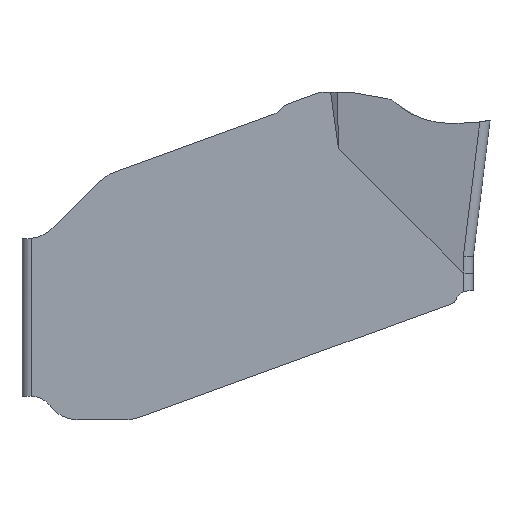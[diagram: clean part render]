
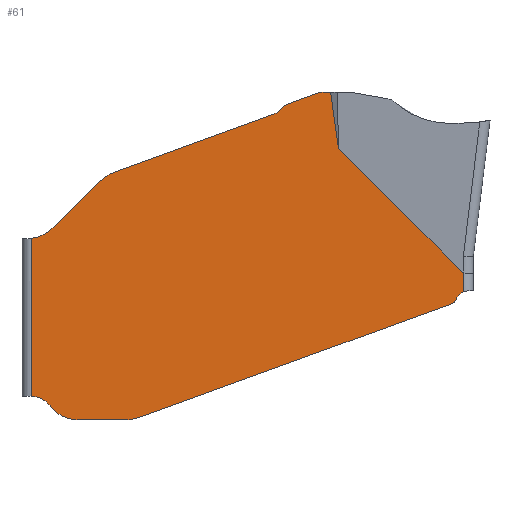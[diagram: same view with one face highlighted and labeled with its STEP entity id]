
A CAD part, left-side view. The second image highlights one B-rep face of the part: STEP entity #61.
In plain terms, the highlighted planar face has unit normal (-1, 0, 0).
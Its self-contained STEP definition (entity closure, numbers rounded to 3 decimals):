
#61=ADVANCED_FACE('',(#127),#107,.F.);
#107=PLANE('',#955);
#127=FACE_OUTER_BOUND('',#173,.T.);
#173=EDGE_LOOP('',(#390,#391,#392,#393,#394,#395,#396,#397,#398,#399,#400,
#401,#402,#403,#404,#405,#406,#407,#408,#409,#410,#411,#412,#413,#414,#415));
#219=ELLIPSE('',#943,2.843,0.2);
#220=ELLIPSE('',#948,1.32,1.);
#221=ELLIPSE('',#952,1.46,1.);
#237=LINE('',#1353,#310);
#238=LINE('',#1357,#311);
#239=LINE('',#1359,#312);
#240=LINE('',#1361,#313);
#241=LINE('',#1365,#314);
#242=LINE('',#1371,#315);
#243=LINE('',#1385,#316);
#244=LINE('',#1389,#317);
#245=LINE('',#1395,#318);
#246=LINE('',#1409,#319);
#247=LINE('',#1413,#320);
#310=VECTOR('',#1031,1.);
#311=VECTOR('',#1034,1.);
#312=VECTOR('',#1035,1.);
#313=VECTOR('',#1036,1.);
#314=VECTOR('',#1039,1.);
#315=VECTOR('',#1044,1.);
#316=VECTOR('',#1049,1.);
#317=VECTOR('',#1052,1.);
#318=VECTOR('',#1057,1.);
#319=VECTOR('',#1062,1.);
#320=VECTOR('',#1065,1.);
#390=ORIENTED_EDGE('',*,*,#736,.T.);
#391=ORIENTED_EDGE('',*,*,#737,.T.);
#392=ORIENTED_EDGE('',*,*,#738,.T.);
#393=ORIENTED_EDGE('',*,*,#739,.T.);
#394=ORIENTED_EDGE('',*,*,#740,.T.);
#395=ORIENTED_EDGE('',*,*,#741,.F.);
#396=ORIENTED_EDGE('',*,*,#742,.F.);
#397=ORIENTED_EDGE('',*,*,#743,.F.);
#398=ORIENTED_EDGE('',*,*,#744,.F.);
#399=ORIENTED_EDGE('',*,*,#745,.F.);
#400=ORIENTED_EDGE('',*,*,#746,.F.);
#401=ORIENTED_EDGE('',*,*,#747,.F.);
#402=ORIENTED_EDGE('',*,*,#748,.F.);
#403=ORIENTED_EDGE('',*,*,#749,.F.);
#404=ORIENTED_EDGE('',*,*,#750,.F.);
#405=ORIENTED_EDGE('',*,*,#751,.F.);
#406=ORIENTED_EDGE('',*,*,#752,.T.);
#407=ORIENTED_EDGE('',*,*,#753,.T.);
#408=ORIENTED_EDGE('',*,*,#754,.T.);
#409=ORIENTED_EDGE('',*,*,#755,.T.);
#410=ORIENTED_EDGE('',*,*,#756,.T.);
#411=ORIENTED_EDGE('',*,*,#757,.T.);
#412=ORIENTED_EDGE('',*,*,#758,.T.);
#413=ORIENTED_EDGE('',*,*,#759,.T.);
#414=ORIENTED_EDGE('',*,*,#760,.T.);
#415=ORIENTED_EDGE('',*,*,#761,.T.);
#650=VERTEX_POINT('',#1351);
#651=VERTEX_POINT('',#1352);
#652=VERTEX_POINT('',#1354);
#653=VERTEX_POINT('',#1356);
#654=VERTEX_POINT('',#1358);
#655=VERTEX_POINT('',#1360);
#656=VERTEX_POINT('',#1362);
#657=VERTEX_POINT('',#1364);
#658=VERTEX_POINT('',#1366);
#659=VERTEX_POINT('',#1368);
#660=VERTEX_POINT('',#1370);
#661=VERTEX_POINT('',#1372);
#662=VERTEX_POINT('',#1374);
#663=VERTEX_POINT('',#1382);
#664=VERTEX_POINT('',#1384);
#665=VERTEX_POINT('',#1386);
#666=VERTEX_POINT('',#1388);
#667=VERTEX_POINT('',#1390);
#668=VERTEX_POINT('',#1392);
#669=VERTEX_POINT('',#1394);
#670=VERTEX_POINT('',#1396);
#671=VERTEX_POINT('',#1398);
#672=VERTEX_POINT('',#1406);
#673=VERTEX_POINT('',#1408);
#674=VERTEX_POINT('',#1410);
#675=VERTEX_POINT('',#1412);
#736=EDGE_CURVE('',#650,#651,#866,.T.);
#737=EDGE_CURVE('',#651,#652,#237,.T.);
#738=EDGE_CURVE('',#652,#653,#219,.T.);
#739=EDGE_CURVE('',#653,#654,#238,.T.);
#740=EDGE_CURVE('',#654,#655,#239,.T.);
#741=EDGE_CURVE('',#656,#655,#240,.T.);
#742=EDGE_CURVE('',#657,#656,#867,.T.);
#743=EDGE_CURVE('',#658,#657,#241,.T.);
#744=EDGE_CURVE('',#659,#658,#868,.T.);
#745=EDGE_CURVE('',#660,#659,#869,.T.);
#746=EDGE_CURVE('',#661,#660,#242,.T.);
#747=EDGE_CURVE('',#662,#661,#870,.T.);
#748=EDGE_CURVE('',#663,#662,#898,.T.);
#749=EDGE_CURVE('',#664,#663,#220,.T.);
#750=EDGE_CURVE('',#665,#664,#243,.T.);
#751=EDGE_CURVE('',#666,#665,#871,.T.);
#752=EDGE_CURVE('',#666,#667,#244,.T.);
#753=EDGE_CURVE('',#667,#668,#872,.T.);
#754=EDGE_CURVE('',#668,#669,#873,.T.);
#755=EDGE_CURVE('',#669,#670,#245,.T.);
#756=EDGE_CURVE('',#670,#671,#221,.T.);
#757=EDGE_CURVE('',#671,#672,#899,.T.);
#758=EDGE_CURVE('',#672,#673,#874,.T.);
#759=EDGE_CURVE('',#673,#674,#246,.T.);
#760=EDGE_CURVE('',#674,#675,#875,.T.);
#761=EDGE_CURVE('',#675,#650,#247,.T.);
#866=CIRCLE('',#942,0.3);
#867=CIRCLE('',#944,0.2);
#868=CIRCLE('',#945,0.2);
#869=CIRCLE('',#946,0.4);
#870=CIRCLE('',#947,1.);
#871=CIRCLE('',#949,0.8);
#872=CIRCLE('',#950,0.5);
#873=CIRCLE('',#951,0.75);
#874=CIRCLE('',#953,1.);
#875=CIRCLE('',#954,0.1);
#898=B_SPLINE_CURVE_WITH_KNOTS('',3,(#1375,#1376,#1377,#1378,#1379,#1380,
#1381),.UNSPECIFIED.,.F.,.F.,(4,3,4),(0.,0.601,1.),
 .UNSPECIFIED.);
#899=B_SPLINE_CURVE_WITH_KNOTS('',3,(#1399,#1400,#1401,#1402,#1403,#1404,
#1405),.UNSPECIFIED.,.F.,.F.,(4,3,4),(0.,0.104,1.),
 .UNSPECIFIED.);
#942=AXIS2_PLACEMENT_3D('',#1350,#1029,#1030);
#943=AXIS2_PLACEMENT_3D('',#1355,#1032,#1033);
#944=AXIS2_PLACEMENT_3D('',#1363,#1037,#1038);
#945=AXIS2_PLACEMENT_3D('',#1367,#1040,#1041);
#946=AXIS2_PLACEMENT_3D('',#1369,#1042,#1043);
#947=AXIS2_PLACEMENT_3D('',#1373,#1045,#1046);
#948=AXIS2_PLACEMENT_3D('',#1383,#1047,#1048);
#949=AXIS2_PLACEMENT_3D('',#1387,#1050,#1051);
#950=AXIS2_PLACEMENT_3D('',#1391,#1053,#1054);
#951=AXIS2_PLACEMENT_3D('',#1393,#1055,#1056);
#952=AXIS2_PLACEMENT_3D('',#1397,#1058,#1059);
#953=AXIS2_PLACEMENT_3D('',#1407,#1060,#1061);
#954=AXIS2_PLACEMENT_3D('',#1411,#1063,#1064);
#955=AXIS2_PLACEMENT_3D('',#1414,#1066,#1067);
#1029=DIRECTION('',(1.,0.,0.));
#1030=DIRECTION('',(0.,0.,-1.));
#1031=DIRECTION('',(0.,0.,1.));
#1032=DIRECTION('',(1.,0.,0.));
#1033=DIRECTION('',(0.,-0.006,1.));
#1034=DIRECTION('',(0.,0.708,0.706));
#1035=DIRECTION('',(0.,0.139,0.99));
#1036=DIRECTION('',(0.,-1.,0.));
#1037=DIRECTION('',(1.,0.,0.));
#1038=DIRECTION('',(0.,0.,-1.));
#1039=DIRECTION('',(0.,-0.94,0.342));
#1040=DIRECTION('',(1.,0.,0.));
#1041=DIRECTION('',(0.,0.,-1.));
#1042=DIRECTION('',(-1.,0.,0.));
#1043=DIRECTION('',(0.,0.,-1.));
#1044=DIRECTION('',(0.,-0.94,0.342));
#1045=DIRECTION('',(1.,0.,0.));
#1046=DIRECTION('',(0.,0.,-1.));
#1047=DIRECTION('',(1.,0.,0.));
#1048=DIRECTION('',(0.,0.707,-0.707));
#1049=DIRECTION('',(0.,-0.707,0.707));
#1050=DIRECTION('',(-1.,0.,0.));
#1051=DIRECTION('',(0.,0.,-1.));
#1052=DIRECTION('',(0.,0.,-1.));
#1053=DIRECTION('',(1.,0.,0.));
#1054=DIRECTION('',(0.,0.,-1.));
#1055=DIRECTION('',(-1.,0.,0.));
#1056=DIRECTION('',(0.,0.,-1.));
#1057=DIRECTION('',(0.,-1.,0.));
#1058=DIRECTION('',(-1.,0.,0.));
#1059=DIRECTION('',(0.,-1.,0.));
#1060=DIRECTION('',(-1.,0.,0.));
#1061=DIRECTION('',(0.,0.,-1.));
#1062=DIRECTION('',(0.,-0.94,0.342));
#1063=DIRECTION('',(-1.,0.,0.));
#1064=DIRECTION('',(0.,0.,-1.));
#1065=DIRECTION('',(0.,-0.5,0.866));
#1066=DIRECTION('',(1.,0.,0.));
#1067=DIRECTION('',(0.,0.,-1.));
#1350=CARTESIAN_POINT('',(-1.25,-4.55,-3.944));
#1351=CARTESIAN_POINT('',(-1.25,-4.29,-3.794));
#1352=CARTESIAN_POINT('',(-1.25,-4.441,-3.664));
#1353=CARTESIAN_POINT('',(-1.25,-4.441,-3.496));
#1354=CARTESIAN_POINT('',(-1.25,-4.441,-3.272));
#1355=CARTESIAN_POINT('',(-1.25,-4.459,-0.429));
#1356=CARTESIAN_POINT('',(-1.25,-4.427,-3.265));
#1357=CARTESIAN_POINT('',(-1.25,-0.576,0.577));
#1358=CARTESIAN_POINT('',(-1.25,-1.763,-0.607));
#1359=CARTESIAN_POINT('',(-1.25,-1.646,0.23));
#1360=CARTESIAN_POINT('',(-1.25,-1.594,0.6));
#1361=CARTESIAN_POINT('',(-1.25,0.,0.6));
#1362=CARTESIAN_POINT('',(-1.25,-1.409,0.6));
#1363=CARTESIAN_POINT('',(-1.25,-1.409,0.4));
#1364=CARTESIAN_POINT('',(-1.25,-1.341,0.588));
#1365=CARTESIAN_POINT('',(-1.25,0.032,0.088));
#1366=CARTESIAN_POINT('',(-1.25,-0.654,0.338));
#1367=CARTESIAN_POINT('',(-1.25,-0.722,0.15));
#1368=CARTESIAN_POINT('',(-1.25,-0.561,0.269));
#1369=CARTESIAN_POINT('',(-1.25,-0.24,0.506));
#1370=CARTESIAN_POINT('',(-1.25,-0.376,0.131));
#1371=CARTESIAN_POINT('',(-1.25,-0.002,-0.006));
#1372=CARTESIAN_POINT('',(-1.25,3.007,-1.101));
#1373=CARTESIAN_POINT('',(-1.25,2.665,-2.041));
#1374=CARTESIAN_POINT('',(-1.25,3.311,-1.277));
#1375=CARTESIAN_POINT('',(-1.25,3.327,-1.291));
#1376=CARTESIAN_POINT('',(-1.25,3.324,-1.288));
#1377=CARTESIAN_POINT('',(-1.25,3.321,-1.286));
#1378=CARTESIAN_POINT('',(-1.25,3.317,-1.283));
#1379=CARTESIAN_POINT('',(-1.25,3.315,-1.281));
#1380=CARTESIAN_POINT('',(-1.25,3.313,-1.279));
#1381=CARTESIAN_POINT('',(-1.25,3.311,-1.277));
#1382=CARTESIAN_POINT('',(-1.25,3.327,-1.291));
#1383=CARTESIAN_POINT('',(-1.25,2.681,-2.057));
#1384=CARTESIAN_POINT('',(-1.25,3.388,-1.349));
#1385=CARTESIAN_POINT('',(-1.25,1.019,1.019));
#1386=CARTESIAN_POINT('',(-1.25,4.334,-2.296));
#1387=CARTESIAN_POINT('',(-1.25,4.9,-1.73));
#1388=CARTESIAN_POINT('',(-1.25,4.8,-2.524));
#1389=CARTESIAN_POINT('',(-1.25,4.8,-5.9));
#1390=CARTESIAN_POINT('',(-1.25,4.8,-5.9));
#1391=CARTESIAN_POINT('',(-1.25,4.8,-6.4));
#1392=CARTESIAN_POINT('',(-1.25,4.4,-6.1));
#1393=CARTESIAN_POINT('',(-1.25,3.8,-5.65));
#1394=CARTESIAN_POINT('',(-1.25,3.8,-6.4));
#1395=CARTESIAN_POINT('',(-1.25,0.,-6.4));
#1396=CARTESIAN_POINT('',(-1.25,2.835,-6.4));
#1397=CARTESIAN_POINT('',(-1.25,2.835,-5.4));
#1398=CARTESIAN_POINT('',(-1.25,2.755,-6.398));
#1399=CARTESIAN_POINT('',(-1.25,2.755,-6.398));
#1400=CARTESIAN_POINT('',(-1.25,2.754,-6.398));
#1401=CARTESIAN_POINT('',(-1.25,2.753,-6.398));
#1402=CARTESIAN_POINT('',(-1.25,2.753,-6.398));
#1403=CARTESIAN_POINT('',(-1.25,2.747,-6.398));
#1404=CARTESIAN_POINT('',(-1.25,2.741,-6.398));
#1405=CARTESIAN_POINT('',(-1.25,2.736,-6.397));
#1406=CARTESIAN_POINT('',(-1.25,2.736,-6.397));
#1407=CARTESIAN_POINT('',(-1.25,2.807,-5.4));
#1408=CARTESIAN_POINT('',(-1.25,2.465,-6.34));
#1409=CARTESIAN_POINT('',(-1.25,-1.749,-4.806));
#1410=CARTESIAN_POINT('',(-1.25,-4.192,-3.917));
#1411=CARTESIAN_POINT('',(-1.25,-4.158,-3.823));
#1412=CARTESIAN_POINT('',(-1.25,-4.245,-3.873));
#1413=CARTESIAN_POINT('',(-1.25,-4.86,-2.806));
#1414=CARTESIAN_POINT('',(-1.25,0.,0.));
